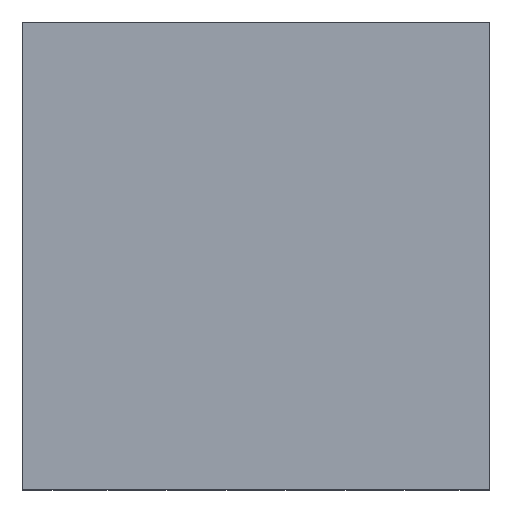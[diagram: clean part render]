
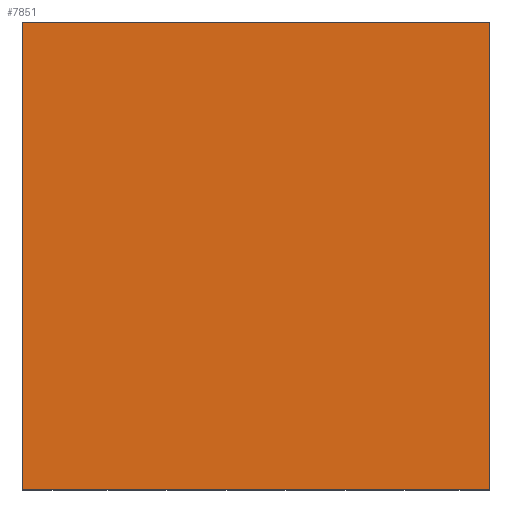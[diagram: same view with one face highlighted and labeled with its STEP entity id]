
A CAD part, top view. The second image highlights one B-rep face of the part: STEP entity #7851.
In plain terms, the highlighted face is planar.
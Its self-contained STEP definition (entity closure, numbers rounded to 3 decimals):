
#2259=DIRECTION('',(0.,0.,1.));
#2260=VECTOR('',#2259,5.);
#2261=CARTESIAN_POINT('',(-2.5,0.975,-2.5));
#2262=LINE('',#2261,#2260);
#2266=DIRECTION('',(-1.,0.,0.));
#2267=VECTOR('',#2266,5.);
#2268=CARTESIAN_POINT('',(2.5,0.975,-2.5));
#2269=LINE('',#2268,#2267);
#2273=DIRECTION('',(0.,0.,-1.));
#2274=VECTOR('',#2273,5.);
#2275=CARTESIAN_POINT('',(2.5,0.975,2.5));
#2276=LINE('',#2275,#2274);
#2280=DIRECTION('',(1.,0.,0.));
#2281=VECTOR('',#2280,5.);
#2282=CARTESIAN_POINT('',(-2.5,0.975,2.5));
#2283=LINE('',#2282,#2281);
#5322=CARTESIAN_POINT('',(-2.5,0.975,-2.5));
#5323=CARTESIAN_POINT('',(-2.5,0.975,2.5));
#5324=VERTEX_POINT('',#5322);
#5325=VERTEX_POINT('',#5323);
#5326=CARTESIAN_POINT('',(2.5,0.975,2.5));
#5327=VERTEX_POINT('',#5326);
#5328=CARTESIAN_POINT('',(2.5,0.975,-2.5));
#5329=VERTEX_POINT('',#5328);
#7838=CARTESIAN_POINT('',(0.,0.975,0.));
#7839=DIRECTION('',(0.,1.,0.));
#7840=DIRECTION('',(1.,0.,0.));
#7841=AXIS2_PLACEMENT_3D('',#7838,#7839,#7840);
#7842=PLANE('',#7841);
#7843=ORIENTED_EDGE('',*,*,#7761,.F.);
#7844=ORIENTED_EDGE('',*,*,#7035,.F.);
#7846=ORIENTED_EDGE('',*,*,#7845,.F.);
#7848=ORIENTED_EDGE('',*,*,#7847,.F.);
#7849=EDGE_LOOP('',(#7843,#7844,#7846,#7848));
#7850=FACE_OUTER_BOUND('',#7849,.F.);
#7035=EDGE_CURVE('',#5329,#5324,#2269,.T.);
#7761=EDGE_CURVE('',#5324,#5325,#2262,.T.);
#7845=EDGE_CURVE('',#5327,#5329,#2276,.T.);
#7847=EDGE_CURVE('',#5325,#5327,#2283,.T.);
#7851=ADVANCED_FACE('',(#7850),#7842,.T.);
